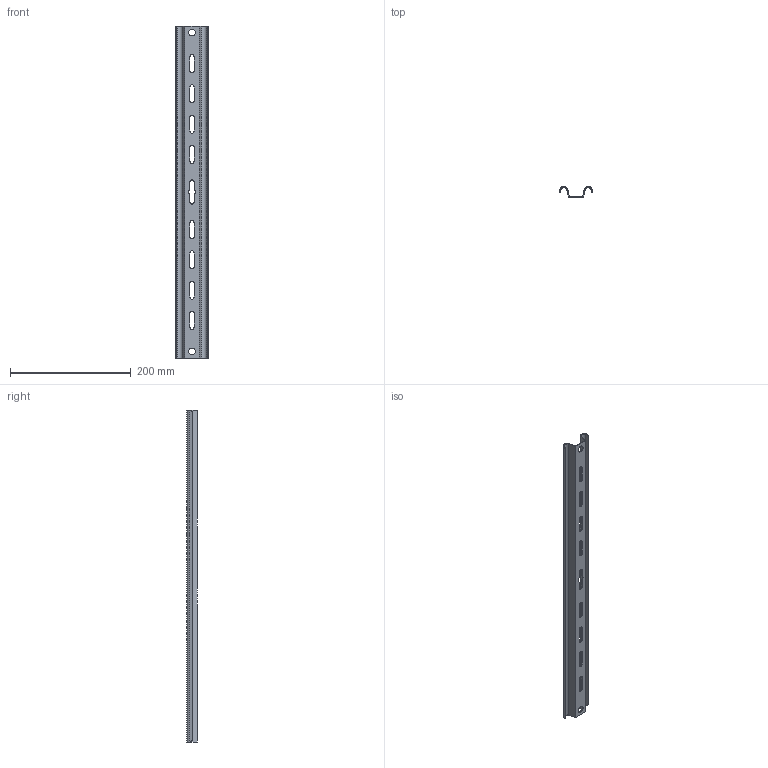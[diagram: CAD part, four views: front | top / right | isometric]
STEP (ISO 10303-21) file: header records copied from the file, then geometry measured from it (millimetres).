
FILE_DESCRIPTION (( 'STEP AP203' ), '1' );
FILE_NAME ('CLW10-VH-500 Äåðæàòåëü ãîðèçîíòàëüíûé VH 500.STEP', '2016-04-13T12:14:27', ( '' ), ( '' ), 'SwSTEP 2.0', 'SolidWorks 2014', '' );
FILE_SCHEMA (( 'CONFIG_CONTROL_DESIGN' ));
Length unit declared in the file: millimetre
Products named in the file (1): CLW10-VH-500 Äåðæàòåëü ãîðèçîíòàëüíûé VH 500
Bounding box: 55 x 17.98 x 550 mm (x, y, z)
Volume: 68688.2 mm3; surface area: 94541.6 mm2
Topology: 1 solids, 1 shells, 64 faces, 188 edges, 126 vertices
Faces by surface type: plane 34, cylinder 30
Full cylindrical faces by diameter (mm): 11 x2
Entity records: 2241 total; most frequent: DIRECTION 374, CARTESIAN_POINT 373, ORIENTED_EDGE 368, EDGE_CURVE 184, AXIS2_PLACEMENT_3D 125, VERTEX_POINT 124, LINE 124, VECTOR 124
